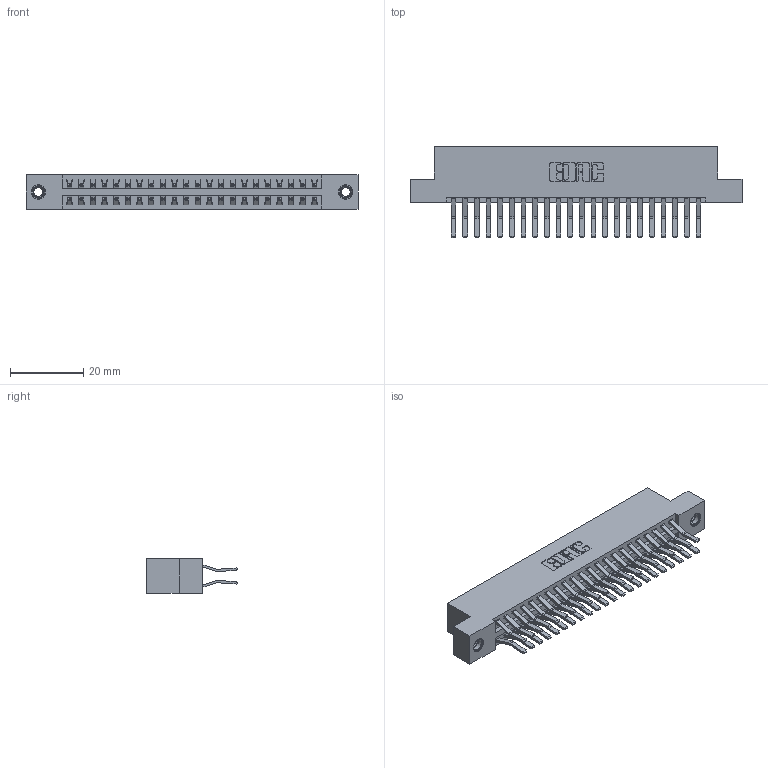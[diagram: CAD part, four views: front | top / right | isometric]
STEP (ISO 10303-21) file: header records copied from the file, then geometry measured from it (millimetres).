
FILE_DESCRIPTION (( 'STEP AP203' ), '1' );
FILE_NAME ('396-044-560-207.STEP', '2019-10-30T11:43:42', ( '' ), ( '' ), 'SwSTEP 2.0', 'SolidWorks 2016', '' );
FILE_SCHEMA (( 'CONFIG_CONTROL_DESIGN' ));
Length unit declared in the file: inch
Products named in the file (4): 345-250-001_345-250-005-103; 396-044-560-207; 346 Part_Flush Mounting Lugs - 0.156 Dia-TI; 345-292-001_560 Tail
Assembly tree (47 placements, depth 2):
  396-044-560-207
    346 Part_Flush Mounting Lugs - 0.156 Dia-TI
    345-292-001_560 Tail  x44
    345-250-001_345-250-005-103  x2
Bounding box: 90.42 x 24.78 x 9.4 mm (x, y, z)
Volume: 8937 mm3; surface area: 12773.4 mm2
Topology: 47 solids, 47 shells, 2558 faces, 7549 edges, 4966 vertices
Faces by surface type: plane 1648, cylinder 894, cone 12, torus 4
Entity records: 18324 total; most frequent: CARTESIAN_POINT 3031, ORIENTED_EDGE 2958, DIRECTION 2753, EDGE_CURVE 1479, LINE 1235, VECTOR 1235, VERTEX_POINT 980, AXIS2_PLACEMENT_3D 759
